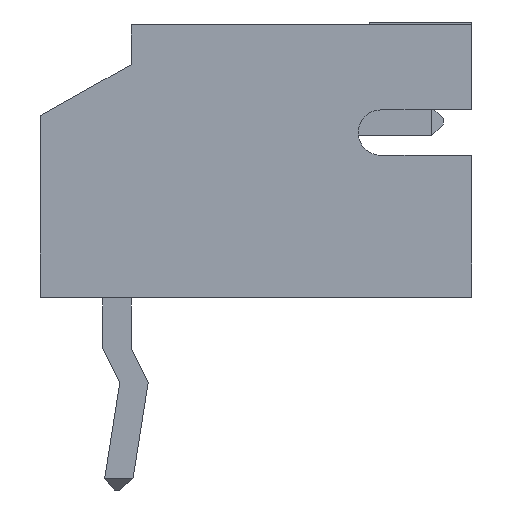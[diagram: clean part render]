
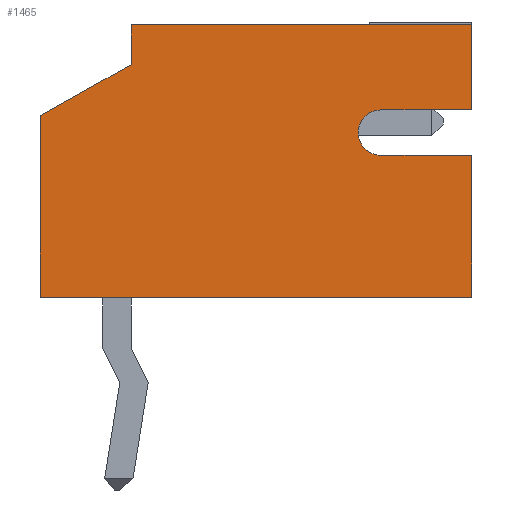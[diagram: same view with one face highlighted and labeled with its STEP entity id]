
A CAD part, left-side view. The second image highlights one B-rep face of the part: STEP entity #1465.
In plain terms, the highlighted planar face has unit normal (-1, 0, 0).
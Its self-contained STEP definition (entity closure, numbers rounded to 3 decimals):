
#690 = VERTEX_POINT('',#691);
#691 = CARTESIAN_POINT('',(-1.95,-6.25,4.8));
#697 = EDGE_CURVE('',#690,#698,#700,.T.);
#698 = VERTEX_POINT('',#699);
#699 = CARTESIAN_POINT('',(-1.95,-6.25,3.3));
#700 = LINE('',#701,#702);
#701 = CARTESIAN_POINT('',(-1.95,-6.25,4.8));
#702 = VECTOR('',#703,1.);
#703 = DIRECTION('',(0.,0.,-1.));
#1418 = EDGE_CURVE('',#1419,#690,#1421,.T.);
#1419 = VERTEX_POINT('',#1420);
#1420 = CARTESIAN_POINT('',(-1.95,-0.25,4.8));
#1421 = LINE('',#1422,#1423);
#1422 = CARTESIAN_POINT('',(-1.95,-0.25,4.8));
#1423 = VECTOR('',#1424,1.);
#1424 = DIRECTION('',(0.,-1.,0.));
#1465 = ADVANCED_FACE('',(#1466),#1541,.T.);
#1466 = FACE_BOUND('',#1467,.T.);
#1467 = EDGE_LOOP('',(#1468,#1476,#1484,#1492,#1500,#1508,#1516,#1524,
#1533,#1539,#1540));
#1468 = ORIENTED_EDGE('',*,*,#1469,.T.);
#1469 = EDGE_CURVE('',#1419,#1470,#1472,.T.);
#1470 = VERTEX_POINT('',#1471);
#1471 = CARTESIAN_POINT('',(-1.95,-0.25,4.1));
#1472 = LINE('',#1473,#1474);
#1473 = CARTESIAN_POINT('',(-1.95,-0.25,4.8));
#1474 = VECTOR('',#1475,1.);
#1475 = DIRECTION('',(0.,0.,-1.));
#1476 = ORIENTED_EDGE('',*,*,#1477,.T.);
#1477 = EDGE_CURVE('',#1470,#1478,#1480,.T.);
#1478 = VERTEX_POINT('',#1479);
#1479 = CARTESIAN_POINT('',(-1.95,1.35,3.2));
#1480 = LINE('',#1481,#1482);
#1481 = CARTESIAN_POINT('',(-1.95,-0.25,4.1));
#1482 = VECTOR('',#1483,1.);
#1483 = DIRECTION('',(0.,0.872,-0.49)
);
#1484 = ORIENTED_EDGE('',*,*,#1485,.T.);
#1485 = EDGE_CURVE('',#1478,#1486,#1488,.T.);
#1486 = VERTEX_POINT('',#1487);
#1487 = CARTESIAN_POINT('',(-1.95,1.35,0.));
#1488 = LINE('',#1489,#1490);
#1489 = CARTESIAN_POINT('',(-1.95,1.35,3.2));
#1490 = VECTOR('',#1491,1.);
#1491 = DIRECTION('',(-0.,0.,-1.));
#1492 = ORIENTED_EDGE('',*,*,#1493,.T.);
#1493 = EDGE_CURVE('',#1486,#1494,#1496,.T.);
#1494 = VERTEX_POINT('',#1495);
#1495 = CARTESIAN_POINT('',(-1.95,-6.25,0.));
#1496 = LINE('',#1497,#1498);
#1497 = CARTESIAN_POINT('',(-1.95,1.35,0.));
#1498 = VECTOR('',#1499,1.);
#1499 = DIRECTION('',(0.,-1.,0.));
#1500 = ORIENTED_EDGE('',*,*,#1501,.T.);
#1501 = EDGE_CURVE('',#1494,#1502,#1504,.T.);
#1502 = VERTEX_POINT('',#1503);
#1503 = CARTESIAN_POINT('',(-1.95,-6.25,0.3));
#1504 = LINE('',#1505,#1506);
#1505 = CARTESIAN_POINT('',(-1.95,-6.25,0.));
#1506 = VECTOR('',#1507,1.);
#1507 = DIRECTION('',(0.,0.,1.));
#1508 = ORIENTED_EDGE('',*,*,#1509,.F.);
#1509 = EDGE_CURVE('',#1510,#1502,#1512,.T.);
#1510 = VERTEX_POINT('',#1511);
#1511 = CARTESIAN_POINT('',(-1.95,-6.25,2.5));
#1512 = LINE('',#1513,#1514);
#1513 = CARTESIAN_POINT('',(-1.95,-6.25,4.8));
#1514 = VECTOR('',#1515,1.);
#1515 = DIRECTION('',(0.,0.,-1.));
#1516 = ORIENTED_EDGE('',*,*,#1517,.F.);
#1517 = EDGE_CURVE('',#1518,#1510,#1520,.T.);
#1518 = VERTEX_POINT('',#1519);
#1519 = CARTESIAN_POINT('',(-1.95,-4.65,2.5));
#1520 = LINE('',#1521,#1522);
#1521 = CARTESIAN_POINT('',(-1.95,-2.45,2.5));
#1522 = VECTOR('',#1523,1.);
#1523 = DIRECTION('',(0.,-1.,0.));
#1524 = ORIENTED_EDGE('',*,*,#1525,.T.);
#1525 = EDGE_CURVE('',#1518,#1526,#1528,.T.);
#1526 = VERTEX_POINT('',#1527);
#1527 = CARTESIAN_POINT('',(-1.95,-4.65,3.3));
#1528 = CIRCLE('',#1529,0.4);
#1529 = AXIS2_PLACEMENT_3D('',#1530,#1531,#1532);
#1530 = CARTESIAN_POINT('',(-1.95,-4.65,2.9));
#1531 = DIRECTION('',(1.,0.,0.));
#1532 = DIRECTION('',(0.,0.,1.));
#1533 = ORIENTED_EDGE('',*,*,#1534,.F.);
#1534 = EDGE_CURVE('',#698,#1526,#1535,.T.);
#1535 = LINE('',#1536,#1537);
#1536 = CARTESIAN_POINT('',(-1.95,-3.25,3.3));
#1537 = VECTOR('',#1538,1.);
#1538 = DIRECTION('',(0.,1.,0.));
#1539 = ORIENTED_EDGE('',*,*,#697,.F.);
#1540 = ORIENTED_EDGE('',*,*,#1418,.F.);
#1541 = PLANE('',#1542);
#1542 = AXIS2_PLACEMENT_3D('',#1543,#1544,#1545);
#1543 = CARTESIAN_POINT('',(-1.95,-0.25,4.8));
#1544 = DIRECTION('',(-1.,0.,0.));
#1545 = DIRECTION('',(0.,0.,1.));
